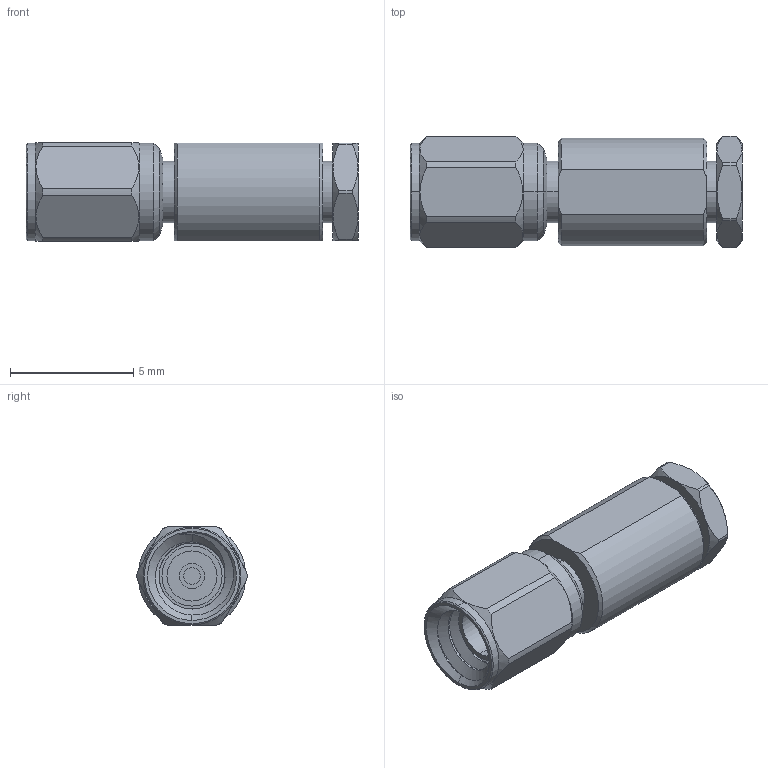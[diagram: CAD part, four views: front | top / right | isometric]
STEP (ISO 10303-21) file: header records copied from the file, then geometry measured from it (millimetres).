
FILE_DESCRIPTION (( 'STEP AP203' ), '1' );
FILE_NAME ('PE45366.step', '2019-08-05T20:22:03', ( '' ), ( '' ), 'SwSTEP 2.0', 'SolidWorks 2018', '' );
FILE_SCHEMA (( 'CONFIG_CONTROL_DESIGN' ));
Length unit declared in the file: inch
Products named in the file (1): PE45366
Bounding box: 13.46 x 4.51 x 4 mm (x, y, z)
Volume: 150.1 mm3; surface area: 367.5 mm2
Topology: 2 solids, 2 shells, 108 faces, 259 edges, 164 vertices
Faces by surface type: cylinder 46, cone 31, plane 28, bspline 3
Entity records: 4107 total; most frequent: CARTESIAN_POINT 1644, ORIENTED_EDGE 518, DIRECTION 479, EDGE_CURVE 259, AXIS2_PLACEMENT_3D 199, VERTEX_POINT 164, EDGE_LOOP 117, FACE_OUTER_BOUND 108
